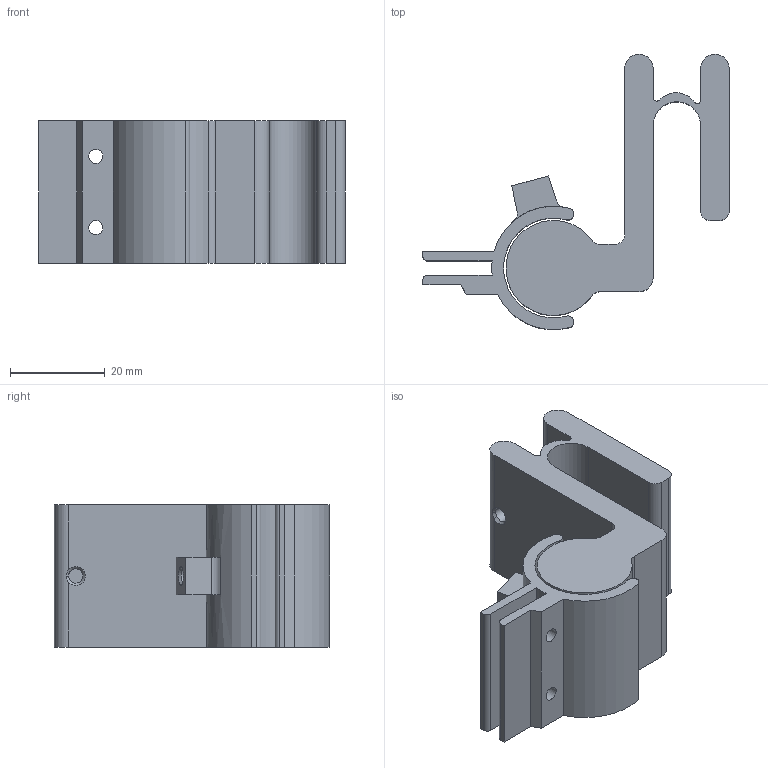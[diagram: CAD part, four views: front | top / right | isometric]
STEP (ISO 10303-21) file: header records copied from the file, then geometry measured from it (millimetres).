
FILE_DESCRIPTION(/* description */ (''),/* implementation_level */ '2;1');
FILE_NAME(/* name */ 'Work Holder.step',/* time_stamp */ '2022-01-14T16:41:28-05:00',/* author */ (''),/* organization */ (''),/* preprocessor_version */ 'ST-DEVELOPER v18.1',/* originating_system */ 'Autodesk Translation Framework v10.10.0.1391',/* authorisation */ '');
FILE_SCHEMA (('AUTOMOTIVE_DESIGN { 1 0 10303 214 3 1 1 }'));
Length unit declared in the file: millimetre
Products named in the file (3): Untitled; Basin Mount; Part Mount
Assembly tree (2 placements, depth 2):
  Untitled
    Basin Mount
    Part Mount
Bounding box: 64.5 x 57.95 x 30 mm (x, y, z)
Volume: 32421 mm3; surface area: 14746.4 mm2
Topology: 2 solids, 2 shells, 59 faces, 163 edges, 107 vertices
Faces by surface type: cylinder 29, plane 26, cone 2, bspline 2
Full cylindrical faces by diameter (mm): 3 x4, 4 x2
Entity records: 2065 total; most frequent: CARTESIAN_POINT 410, DIRECTION 342, ORIENTED_EDGE 326, EDGE_CURVE 163, AXIS2_PLACEMENT_3D 123, VERTEX_POINT 107, LINE 96, VECTOR 96
